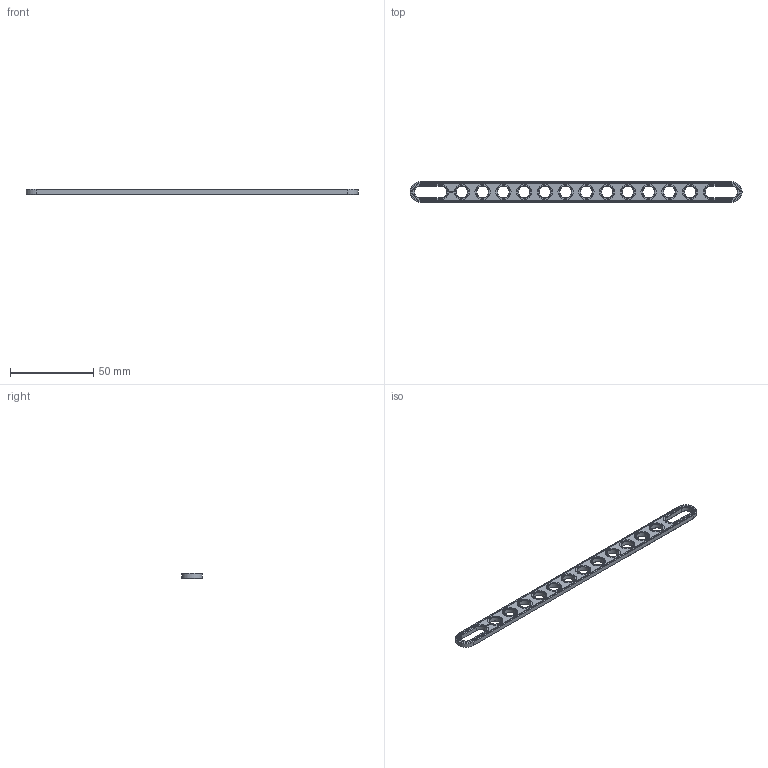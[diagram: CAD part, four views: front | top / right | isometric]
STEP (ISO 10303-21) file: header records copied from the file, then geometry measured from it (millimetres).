
FILE_DESCRIPTION(('FreeCAD Model'),'2;1');
FILE_NAME('Open CASCADE Shape Model','2023-01-08T23:25:05',(''),(''), 'Open CASCADE STEP processor 7.6','FreeCAD','Unknown');
FILE_SCHEMA(('AUTOMOTIVE_DESIGN { 1 0 10303 214 1 1 1 1 }'));
Length unit declared in the file: millimetre
Products named in the file (1): Brace STR SLT BE ERR BU16x01x00.25x02 - SPN-BRC-0335 (stemfie.org)
Bounding box: 200 x 12.5 x 3.12 mm (x, y, z)
Volume: 5236.1 mm3; surface area: 5823.4 mm2
Topology: 1 solids, 1 shells, 663 faces, 1806 edges, 1192 vertices
Faces by surface type: plane 357, extrusion 234, cone 36, cylinder 36
Full cylindrical faces by diameter (mm): 7 x12, 9.2 x12
Entity records: 46095 total; most frequent: CARTESIAN_POINT 11659, DIRECTION 5442, VECTOR 4276, LINE 4042, ORIENTED_EDGE 3612, PCURVE 3612, DEFINITIONAL_REPRESENTATION 3612, EDGE_CURVE 1806
